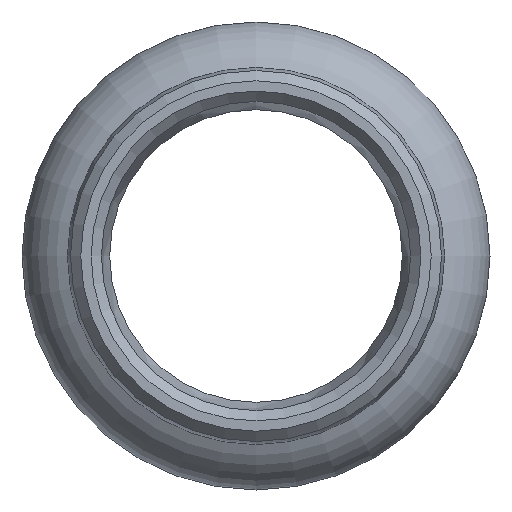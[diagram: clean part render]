
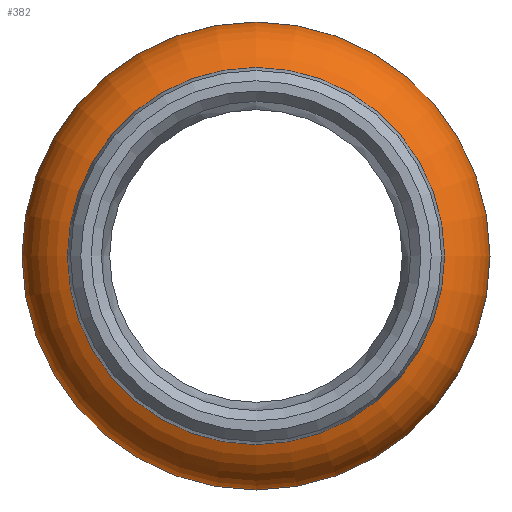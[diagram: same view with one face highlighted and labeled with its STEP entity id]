
A CAD part, left-side view. The second image highlights one B-rep face of the part: STEP entity #382.
In plain terms, the highlighted toroidal (fillet/blend) face has major radius 8.008 mm and minor radius 3.346 mm.
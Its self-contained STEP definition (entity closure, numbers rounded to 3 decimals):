
#52=FACE_OUTER_BOUND('',#71,.T.);
#71=EDGE_LOOP('',(#251,#252,#253,#254,#255,#256,#257,#258));
#91=CIRCLE('',#422,9.15);
#92=CIRCLE('',#423,9.15);
#93=CIRCLE('',#424,3.346);
#94=CIRCLE('',#425,8.6);
#95=CIRCLE('',#426,8.6);
#96=CIRCLE('',#427,8.6);
#97=CIRCLE('',#428,9.15);
#143=VERTEX_POINT('',#643);
#144=VERTEX_POINT('',#644);
#145=VERTEX_POINT('',#646);
#146=VERTEX_POINT('',#648);
#147=VERTEX_POINT('',#650);
#148=VERTEX_POINT('',#652);
#188=EDGE_CURVE('',#143,#144,#91,.T.);
#189=EDGE_CURVE('',#144,#145,#92,.T.);
#190=EDGE_CURVE('',#145,#146,#93,.T.);
#191=EDGE_CURVE('',#147,#146,#94,.T.);
#192=EDGE_CURVE('',#148,#147,#95,.T.);
#193=EDGE_CURVE('',#146,#148,#96,.T.);
#194=EDGE_CURVE('',#145,#143,#97,.T.);
#251=ORIENTED_EDGE('',*,*,#188,.T.);
#252=ORIENTED_EDGE('',*,*,#189,.T.);
#253=ORIENTED_EDGE('',*,*,#190,.T.);
#254=ORIENTED_EDGE('',*,*,#191,.F.);
#255=ORIENTED_EDGE('',*,*,#192,.F.);
#256=ORIENTED_EDGE('',*,*,#193,.F.);
#257=ORIENTED_EDGE('',*,*,#190,.F.);
#258=ORIENTED_EDGE('',*,*,#194,.T.);
#377=TOROIDAL_SURFACE('',#421,8.008,3.346);
#382=ADVANCED_FACE('',(#52),#377,.T.);
#421=AXIS2_PLACEMENT_3D('',#642,#492,#493);
#422=AXIS2_PLACEMENT_3D('',#645,#494,#495);
#423=AXIS2_PLACEMENT_3D('',#647,#496,#497);
#424=AXIS2_PLACEMENT_3D('',#649,#498,#499);
#425=AXIS2_PLACEMENT_3D('',#651,#500,#501);
#426=AXIS2_PLACEMENT_3D('',#653,#502,#503);
#427=AXIS2_PLACEMENT_3D('',#654,#504,#505);
#428=AXIS2_PLACEMENT_3D('',#655,#506,#507);
#492=DIRECTION('center_axis',(-1.,0.,0.));
#493=DIRECTION('ref_axis',(0.,0.,1.));
#494=DIRECTION('center_axis',(1.,0.,0.));
#495=DIRECTION('ref_axis',(0.,1.,0.));
#496=DIRECTION('center_axis',(1.,0.,0.));
#497=DIRECTION('ref_axis',(0.,1.,0.));
#498=DIRECTION('center_axis',(0.,-1.,0.));
#499=DIRECTION('ref_axis',(0.,0.,-1.));
#500=DIRECTION('center_axis',(1.,0.,0.));
#501=DIRECTION('ref_axis',(0.,1.,0.));
#502=DIRECTION('center_axis',(1.,0.,0.));
#503=DIRECTION('ref_axis',(0.,1.,0.));
#504=DIRECTION('center_axis',(1.,0.,0.));
#505=DIRECTION('ref_axis',(0.,1.,0.));
#506=DIRECTION('center_axis',(1.,0.,0.));
#507=DIRECTION('ref_axis',(0.,1.,0.));
#642=CARTESIAN_POINT('Origin',(-3.293,0.,0.));
#643=CARTESIAN_POINT('',(-6.437,9.15,0.));
#644=CARTESIAN_POINT('',(-6.437,-9.15,0.));
#645=CARTESIAN_POINT('Origin',(-6.437,0.,0.));
#646=CARTESIAN_POINT('',(-6.437,0.,-9.15));
#647=CARTESIAN_POINT('Origin',(-6.437,0.,0.));
#648=CARTESIAN_POINT('',(0.,0.,-8.6));
#649=CARTESIAN_POINT('Origin',(-3.293,0.,
-8.008));
#650=CARTESIAN_POINT('',(0.,-8.6,0.));
#651=CARTESIAN_POINT('Origin',(0.,0.,0.));
#652=CARTESIAN_POINT('',(0.,8.6,0.));
#653=CARTESIAN_POINT('Origin',(0.,0.,0.));
#654=CARTESIAN_POINT('Origin',(0.,0.,0.));
#655=CARTESIAN_POINT('Origin',(-6.437,0.,0.));
